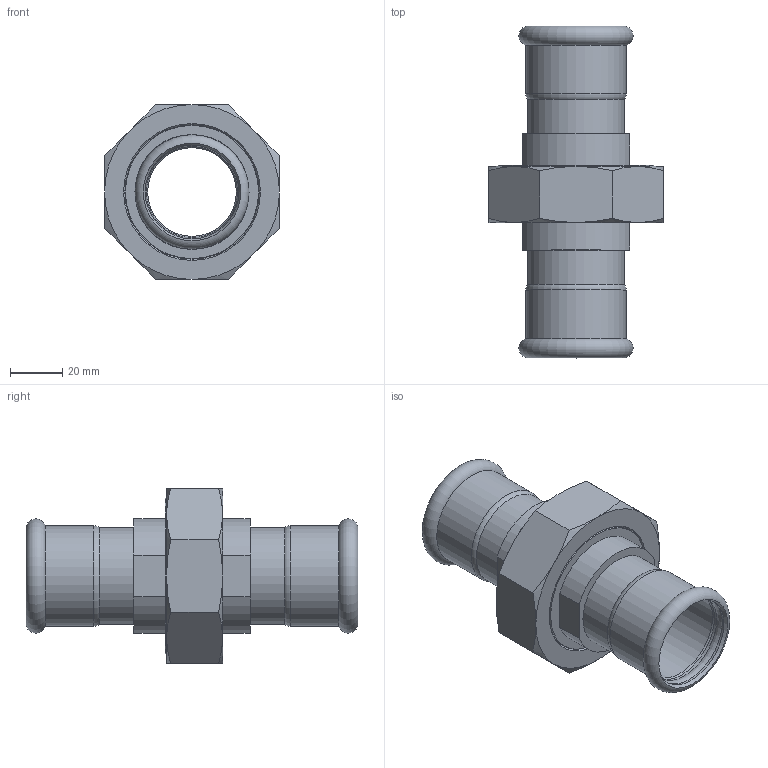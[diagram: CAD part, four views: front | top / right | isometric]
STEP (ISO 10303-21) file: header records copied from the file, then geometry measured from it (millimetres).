
FILE_DESCRIPTION(/* description */ ('Bocchettone Sede Piana a Press. DN35'),/* implementation_level */ '2;1');
FILE_NAME(/* name */ '184035001_Inoxpres.stp',/* time_stamp */ '2022-10-11T13:34:48+02:00',/* author */ ('Vault'),/* organization */ ('Raccorderie metalliche s.p.a. '),/* preprocessor_version */ 'ST-DEVELOPER v18.1',/* originating_system */ 'Autodesk Inventor 2020',/* authorisation */ 'Raccorderie metalliche s.p.a. ');
FILE_SCHEMA (('AUTOMOTIVE_DESIGN { 1 0 10303 214 3 1 1 }'));
Length unit declared in the file: millimetre
Products named in the file (1): 184035001_Inoxpres
Bounding box: 67 x 127.1 x 67 mm (x, y, z)
Volume: 82244.4 mm3; surface area: 44474.5 mm2
Topology: 1 solids, 2 shells, 82 faces, 220 edges, 150 vertices
Faces by surface type: plane 24, cylinder 23, cone 22, torus 13
Full cylindrical faces by diameter (mm): 34 x2, 35.4 x2, 35.8 x4, 37 x2, 38.4 x2, 42 x1, 51 x1, 51.4 x1, 56 x1, 56.2 x1, 59.6 x1, 59.614 x1
Entity records: 2678 total; most frequent: CARTESIAN_POINT 517, DIRECTION 493, ORIENTED_EDGE 440, AXIS2_PLACEMENT_3D 222, EDGE_CURVE 220, VERTEX_POINT 150, CIRCLE 139, EDGE_LOOP 94
